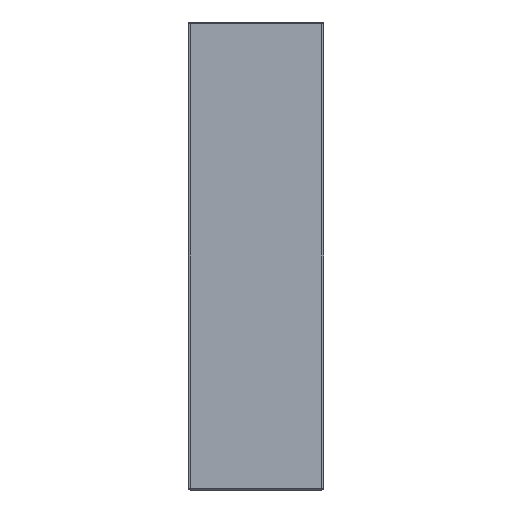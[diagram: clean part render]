
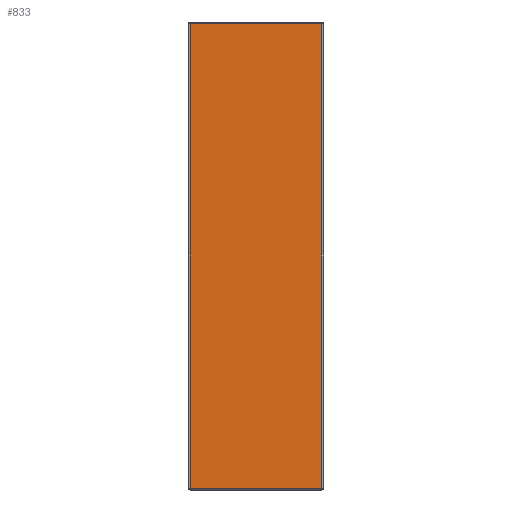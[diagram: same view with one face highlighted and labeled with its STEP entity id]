
A CAD part, front view. The second image highlights one B-rep face of the part: STEP entity #833.
In plain terms, the highlighted planar face has unit normal (0, -1, 0).
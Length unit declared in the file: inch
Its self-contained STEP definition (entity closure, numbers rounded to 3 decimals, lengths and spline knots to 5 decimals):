
#36 = VERTEX_POINT ( 'NONE', #516 ) ;
#37 = VERTEX_POINT ( 'NONE', #515 ) ;
#50 = VERTEX_POINT ( 'NONE', #546 ) ;
#77 = VERTEX_POINT ( 'NONE', #571 ) ;
#176 = EDGE_LOOP ( 'NONE', ( #2344, #2345, #2346, #2347 ) ) ;
#515 = CARTESIAN_POINT ( 'NONE',  ( -0.075, -0.14, -0.264 ) ) ;
#516 = CARTESIAN_POINT ( 'NONE',  ( 0.075, -0.14, 0.264 ) ) ;
#546 = CARTESIAN_POINT ( 'NONE',  ( -0.075, -0.14, 0.264 ) ) ;
#571 = CARTESIAN_POINT ( 'NONE',  ( 0.075, -0.14, -0.264 ) ) ;
#833 = ADVANCED_FACE ( 'NONE', ( #1450 ), #3137, .F. ) ;
#913 = EDGE_CURVE ( 'NONE', #77, #36, #1595, .T. ) ;
#916 = EDGE_CURVE ( 'NONE', #37, #77, #1598, .T. ) ;
#917 = EDGE_CURVE ( 'NONE', #50, #37, #1603, .T. ) ;
#918 = EDGE_CURVE ( 'NONE', #36, #50, #1605, .T. ) ;
#1450 = FACE_OUTER_BOUND ( 'NONE', #176, .T. ) ;
#1595 = LINE ( 'NONE', #3395, #1596 ) ;
#1596 = VECTOR ( 'NONE', #3396, 39.37008 ) ;
#1598 = LINE ( 'NONE', #3400, #1601 ) ;
#1601 = VECTOR ( 'NONE', #3404, 39.37008 ) ;
#1603 = LINE ( 'NONE', #3405, #1604 ) ;
#1604 = VECTOR ( 'NONE', #3406, 39.37008 ) ;
#1605 = LINE ( 'NONE', #3407, #1606 ) ;
#1606 = VECTOR ( 'NONE', #3408, 39.37008 ) ;
#1851 = AXIS2_PLACEMENT_3D ( 'NONE', #3130, #3139, #3140 ) ;
#2344 = ORIENTED_EDGE ( 'NONE', *, *, #917, .T. ) ;
#2345 = ORIENTED_EDGE ( 'NONE', *, *, #916, .T. ) ;
#2346 = ORIENTED_EDGE ( 'NONE', *, *, #913, .T. ) ;
#2347 = ORIENTED_EDGE ( 'NONE', *, *, #918, .T. ) ;
#3130 = CARTESIAN_POINT ( 'NONE',  ( 0.077, -0.14, 0.266 ) ) ;
#3137 = PLANE ( 'NONE',  #1851 ) ;
#3139 = DIRECTION ( 'NONE',  ( 0., 1., 0. ) ) ;
#3140 = DIRECTION ( 'NONE',  ( 0., 0., 1. ) ) ;
#3395 = CARTESIAN_POINT ( 'NONE',  ( 0.075, -0.14, 0.266 ) ) ;
#3396 = DIRECTION ( 'NONE',  ( 0., 0., 1. ) ) ;
#3400 = CARTESIAN_POINT ( 'NONE',  ( 0.077, -0.14, -0.264 ) ) ;
#3404 = DIRECTION ( 'NONE',  ( 1., 0., 0. ) ) ;
#3405 = CARTESIAN_POINT ( 'NONE',  ( -0.075, -0.14, -0.266 ) ) ;
#3406 = DIRECTION ( 'NONE',  ( 0., 0., -1. ) ) ;
#3407 = CARTESIAN_POINT ( 'NONE',  ( 0.077, -0.14, 0.264 ) ) ;
#3408 = DIRECTION ( 'NONE',  ( -1., 0., 0. ) ) ;
